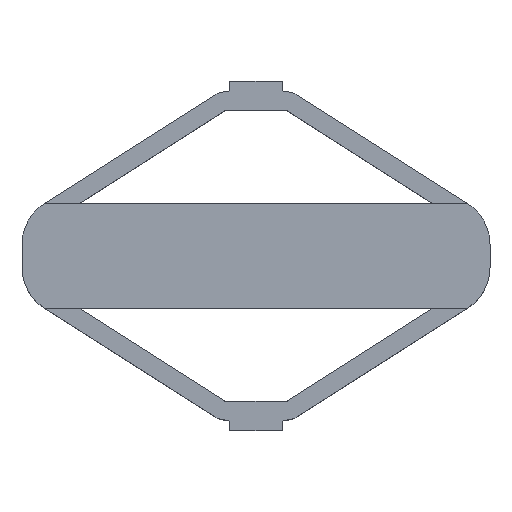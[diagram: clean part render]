
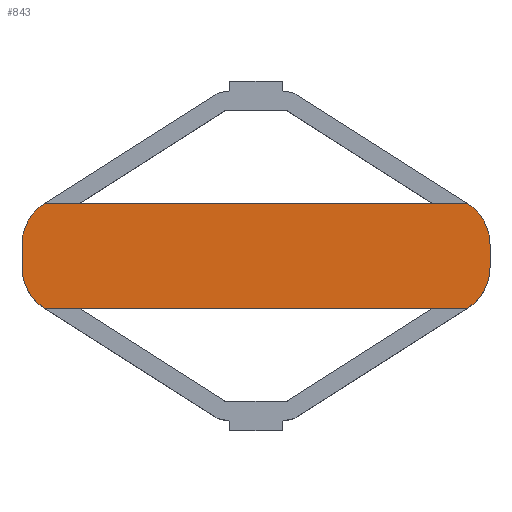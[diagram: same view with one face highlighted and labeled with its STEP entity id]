
A CAD part, top view. The second image highlights one B-rep face of the part: STEP entity #843.
In plain terms, the highlighted planar face has unit normal (0, 0, 1).
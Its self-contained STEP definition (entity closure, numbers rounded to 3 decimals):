
#3 = CARTESIAN_POINT ( 'NONE',  ( -36.366, -8.99, 12.5 ) ) ;
#39 = CARTESIAN_POINT ( 'NONE',  ( 31.917, -2., 12.5 ) ) ;
#43 = VECTOR ( 'NONE', #1070, 1000. ) ;
#45 = ORIENTED_EDGE ( 'NONE', *, *, #154, .T. ) ;
#78 = VERTEX_POINT ( 'NONE', #1565 ) ;
#83 = DIRECTION ( 'NONE',  ( 1., 0., 0. ) ) ;
#97 = CIRCLE ( 'NONE', #1397, 8.286 ) ;
#100 = EDGE_CURVE ( 'NONE', #78, #1466, #250, .T. ) ;
#117 = ORIENTED_EDGE ( 'NONE', *, *, #100, .T. ) ;
#120 = LINE ( 'NONE', #1152, #730 ) ;
#125 = ORIENTED_EDGE ( 'NONE', *, *, #1529, .T. ) ;
#154 = EDGE_CURVE ( 'NONE', #986, #1356, #365, .T. ) ;
#195 = CARTESIAN_POINT ( 'NONE',  ( -36.366, -8.99, 12.5 ) ) ;
#231 = EDGE_CURVE ( 'NONE', #1356, #1329, #1608, .T. ) ;
#245 = CARTESIAN_POINT ( 'NONE',  ( -40.203, -2., 12.5 ) ) ;
#250 = CIRCLE ( 'NONE', #1447, 8.286 ) ;
#294 = EDGE_CURVE ( 'NONE', #1466, #1606, #1500, .T. ) ;
#365 = LINE ( 'NONE', #726, #772 ) ;
#416 = CARTESIAN_POINT ( 'NONE',  ( 36.366, -8.99, 12.5 ) ) ;
#448 = DIRECTION ( 'NONE',  ( 1., 0., 0. ) ) ;
#465 = DIRECTION ( 'NONE',  ( 1., 0., 0. ) ) ;
#579 = CARTESIAN_POINT ( 'NONE',  ( 40.203, -2., 12.5 ) ) ;
#634 = CARTESIAN_POINT ( 'NONE',  ( 36.366, 8.99, 12.5 ) ) ;
#674 = AXIS2_PLACEMENT_3D ( 'NONE', #39, #801, #881 ) ;
#726 = CARTESIAN_POINT ( 'NONE',  ( 40.203, -2., 12.5 ) ) ;
#730 = VECTOR ( 'NONE', #897, 1000. ) ;
#743 = ORIENTED_EDGE ( 'NONE', *, *, #231, .T. ) ;
#768 = FACE_OUTER_BOUND ( 'NONE', #887, .T. ) ;
#772 = VECTOR ( 'NONE', #1347, 1000. ) ;
#801 = DIRECTION ( 'NONE',  ( 0., 0., 1. ) ) ;
#843 = ADVANCED_FACE ( 'NONE', ( #768 ), #1028, .T. ) ;
#880 = ORIENTED_EDGE ( 'NONE', *, *, #294, .T. ) ;
#881 = DIRECTION ( 'NONE',  ( 1., 0., 0. ) ) ;
#887 = EDGE_LOOP ( 'NONE', ( #1526, #45, #743, #1111, #125, #1509, #117, #880 ) ) ;
#891 = EDGE_CURVE ( 'NONE', #1329, #1287, #120, .T. ) ;
#897 = DIRECTION ( 'NONE',  ( -1., 0., 0. ) ) ;
#957 = DIRECTION ( 'NONE',  ( 0., 0., 1. ) ) ;
#963 = CARTESIAN_POINT ( 'NONE',  ( 31.917, 2., 12.5 ) ) ;
#986 = VERTEX_POINT ( 'NONE', #579 ) ;
#1028 = PLANE ( 'NONE',  #1476 ) ;
#1070 = DIRECTION ( 'NONE',  ( 0., -1., 0. ) ) ;
#1075 = CARTESIAN_POINT ( 'NONE',  ( -31.917, -2., 12.5 ) ) ;
#1095 = CIRCLE ( 'NONE', #674, 8.286 ) ;
#1111 = ORIENTED_EDGE ( 'NONE', *, *, #891, .T. ) ;
#1138 = DIRECTION ( 'NONE',  ( 1., 0., 0. ) ) ;
#1139 = AXIS2_PLACEMENT_3D ( 'NONE', #963, #1588, #465 ) ;
#1152 = CARTESIAN_POINT ( 'NONE',  ( -36.366, 8.99, 12.5 ) ) ;
#1177 = CARTESIAN_POINT ( 'NONE',  ( -31.917, 2., 12.5 ) ) ;
#1228 = EDGE_CURVE ( 'NONE', #1438, #78, #1554, .T. ) ;
#1287 = VERTEX_POINT ( 'NONE', #1603 ) ;
#1329 = VERTEX_POINT ( 'NONE', #634 ) ;
#1342 = EDGE_CURVE ( 'NONE', #1606, #986, #1095, .T. ) ;
#1347 = DIRECTION ( 'NONE',  ( 0., 1., 0. ) ) ;
#1348 = VECTOR ( 'NONE', #1378, 1000. ) ;
#1356 = VERTEX_POINT ( 'NONE', #1393 ) ;
#1370 = DIRECTION ( 'NONE',  ( 0., 0., 1. ) ) ;
#1378 = DIRECTION ( 'NONE',  ( 1., 0., 0. ) ) ;
#1393 = CARTESIAN_POINT ( 'NONE',  ( 40.203, 2., 12.5 ) ) ;
#1397 = AXIS2_PLACEMENT_3D ( 'NONE', #1177, #957, #83 ) ;
#1408 = CARTESIAN_POINT ( 'NONE',  ( -40.203, 2., 12.5 ) ) ;
#1438 = VERTEX_POINT ( 'NONE', #1408 ) ;
#1447 = AXIS2_PLACEMENT_3D ( 'NONE', #1075, #1571, #448 ) ;
#1466 = VERTEX_POINT ( 'NONE', #195 ) ;
#1476 = AXIS2_PLACEMENT_3D ( 'NONE', #1495, #1370, #1138 ) ;
#1495 = CARTESIAN_POINT ( 'NONE',  ( 31.917, -2., 12.5 ) ) ;
#1500 = LINE ( 'NONE', #3, #1348 ) ;
#1509 = ORIENTED_EDGE ( 'NONE', *, *, #1228, .T. ) ;
#1526 = ORIENTED_EDGE ( 'NONE', *, *, #1342, .T. ) ;
#1529 = EDGE_CURVE ( 'NONE', #1287, #1438, #97, .T. ) ;
#1554 = LINE ( 'NONE', #245, #43 ) ;
#1565 = CARTESIAN_POINT ( 'NONE',  ( -40.203, -2., 12.5 ) ) ;
#1571 = DIRECTION ( 'NONE',  ( 0., 0., 1. ) ) ;
#1588 = DIRECTION ( 'NONE',  ( 0., 0., 1. ) ) ;
#1603 = CARTESIAN_POINT ( 'NONE',  ( -36.366, 8.99, 12.5 ) ) ;
#1606 = VERTEX_POINT ( 'NONE', #416 ) ;
#1608 = CIRCLE ( 'NONE', #1139, 8.286 ) ;
